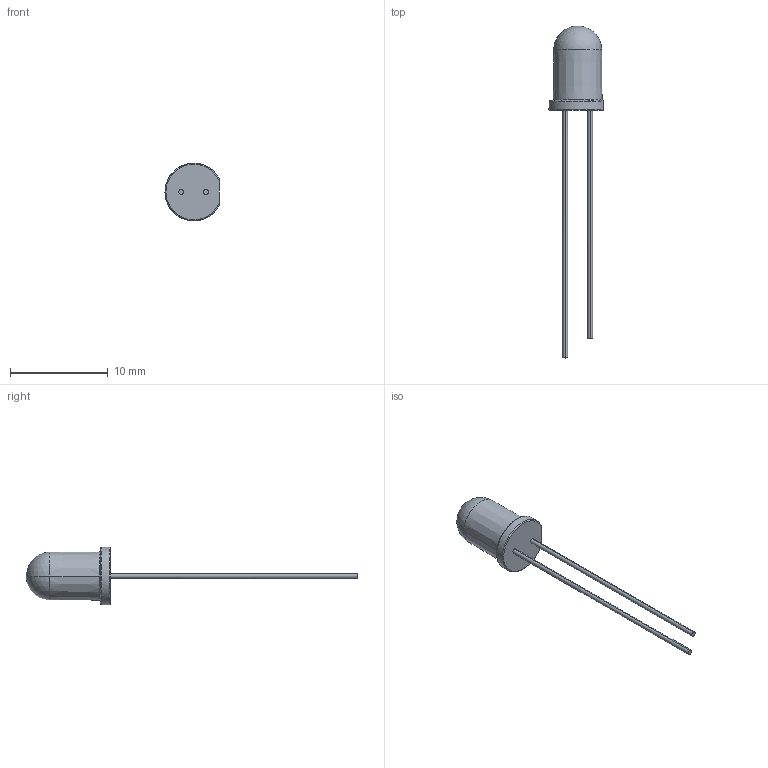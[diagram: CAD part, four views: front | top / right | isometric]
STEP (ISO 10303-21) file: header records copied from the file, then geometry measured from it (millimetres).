
FILE_DESCRIPTION (( 'STEP AP214' ), '1' );
FILE_NAME ('LED blue.STEP', '2022-06-22T08:14:07', ( '' ), ( '' ), 'SwSTEP 2.0', 'SolidWorks 2021', '' );
FILE_SCHEMA (( 'AUTOMOTIVE_DESIGN' ));
Length unit declared in the file: millimetre
Products named in the file (1): LED blue
Bounding box: 5.52 x 33.9 x 5.86 mm (x, y, z)
Volume: 165.6 mm3; surface area: 255.5 mm2
Topology: 3 solids, 3 shells, 58 faces, 148 edges, 97 vertices
Faces by surface type: plane 27, cylinder 16, torus 7, bspline 4, cone 2, sphere 2
Entity records: 2659 total; most frequent: CARTESIAN_POINT 672, ORIENTED_EDGE 296, DIRECTION 269, EDGE_CURVE 148, AXIS2_PLACEMENT_3D 102, VERTEX_POINT 97, LINE 65, VECTOR 65
